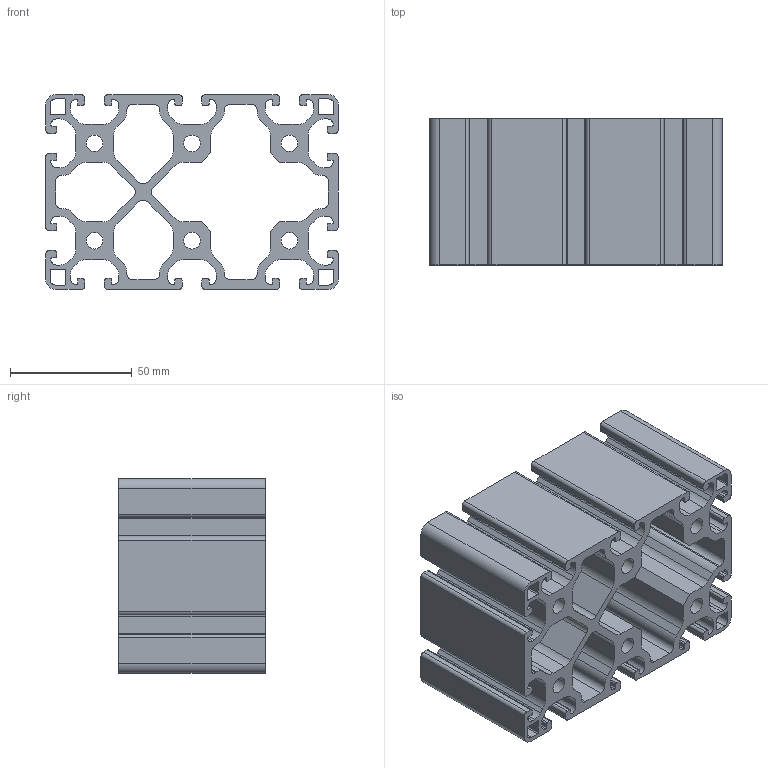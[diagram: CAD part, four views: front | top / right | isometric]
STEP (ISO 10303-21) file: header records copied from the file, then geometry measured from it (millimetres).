
FILE_DESCRIPTION(/* description */ (''),/* implementation_level */ '2;1');
FILE_NAME(/* name */ 'Profil 120x80 L.step',/* time_stamp */ '2023-11-17T15:05:54+01:00',/* author */ (''),/* organization */ (''),/* preprocessor_version */ 'ST-DEVELOPER v20',/* originating_system */ 'Autodesk Translation Framework v12.14.0.127',/* authorisation */ '');
FILE_SCHEMA (('AUTOMOTIVE_DESIGN { 1 0 10303 214 3 1 1 }'));
Length unit declared in the file: millimetre
Products named in the file (1): (Unsaved)
Bounding box: 120 x 60 x 80 mm (x, y, z)
Volume: 182410.8 mm3; surface area: 102277.1 mm2
Topology: 1 solids, 1 shells, 412 faces, 1230 edges, 820 vertices
Faces by surface type: cylinder 214, plane 198
Full cylindrical faces by diameter (mm): 6.8 x6
Entity records: 14078 total; most frequent: DIRECTION 2484, CARTESIAN_POINT 2463, ORIENTED_EDGE 2460, EDGE_CURVE 1230, AXIS2_PLACEMENT_3D 841, VERTEX_POINT 820, LINE 802, VECTOR 802
